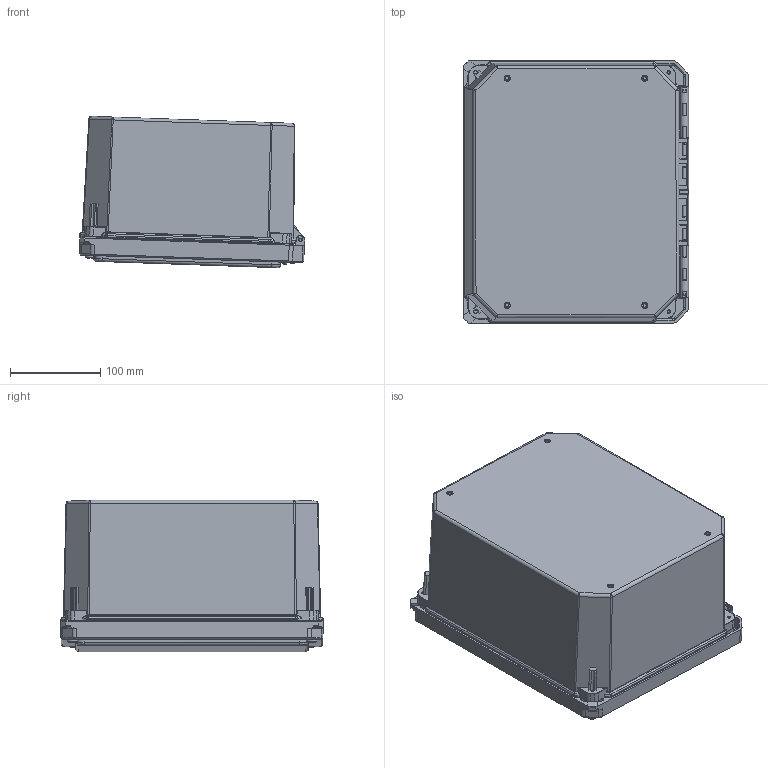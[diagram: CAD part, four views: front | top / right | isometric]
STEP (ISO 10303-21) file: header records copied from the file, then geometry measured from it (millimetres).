
FILE_DESCRIPTION (( 'STEP AP214' ), '1' );
FILE_NAME ('FR100806HW.STEP', '2021-10-07T14:54:47', ( '' ), ( '' ), 'SwSTEP 2.0', 'SolidWorks 2021', '' );
FILE_SCHEMA (( 'AUTOMOTIVE_DESIGN' ));
Length unit declared in the file: inch
Products named in the file (1): FR100806HW
Bounding box: 249.28 x 290.22 x 167.55 mm (x, y, z)
Volume: 1152325.8 mm3; surface area: 633304.7 mm2
Topology: 23 solids, 23 shells, 2137 faces, 5330 edges, 3164 vertices
Faces by surface type: cylinder 858, plane 637, bspline 363, torus 170, cone 84, sphere 25
Entity records: 87569 total; most frequent: CARTESIAN_POINT 41330, ORIENTED_EDGE 10468, DIRECTION 8095, EDGE_CURVE 5234, VERTEX_POINT 3160, AXIS2_PLACEMENT_3D 2834, LINE 2427, VECTOR 2427
